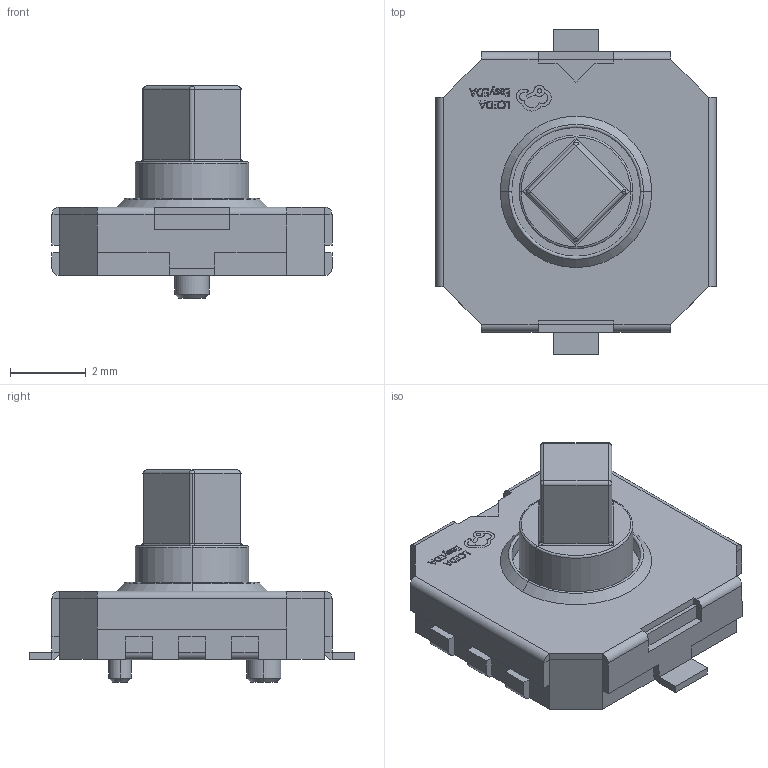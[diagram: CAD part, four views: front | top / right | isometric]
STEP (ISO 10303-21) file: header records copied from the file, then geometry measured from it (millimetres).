
FILE_DESCRIPTION (( 'STEP AP214' ), '1' );
FILE_NAME ('SW-SMD_8P-L7.0-W7.0-P1.40-LS7.4-TL.step', '2022-07-26T14:54:07', ( '' ), ( '' ), 'SwSTEP 2.0', 'SolidWorks 2020', '' );
FILE_SCHEMA (( 'AUTOMOTIVE_DESIGN' ));
Length unit declared in the file: millimetre
Products named in the file (1): SW-SMD_8P-L7.0-W7.0-P1.40-LS7.4-TL
Bounding box: 7.4 x 8.6 x 5.6 mm (x, y, z)
Volume: 103.8 mm3; surface area: 324.5 mm2
Topology: 21 solids, 21 shells, 542 faces, 1393 edges, 903 vertices
Faces by surface type: plane 350, bspline 116, cylinder 61, cone 6, sphere 5, torus 4
Entity records: 23423 total; most frequent: CARTESIAN_POINT 5049, ORIENTED_EDGE 2770, DIRECTION 2137, EDGE_CURVE 1385, VECTOR 1015, LINE 1015, VERTEX_POINT 901, EDGE_LOOP 576
